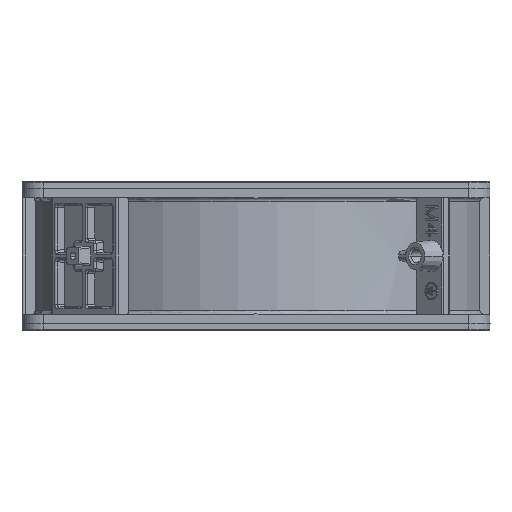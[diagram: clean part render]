
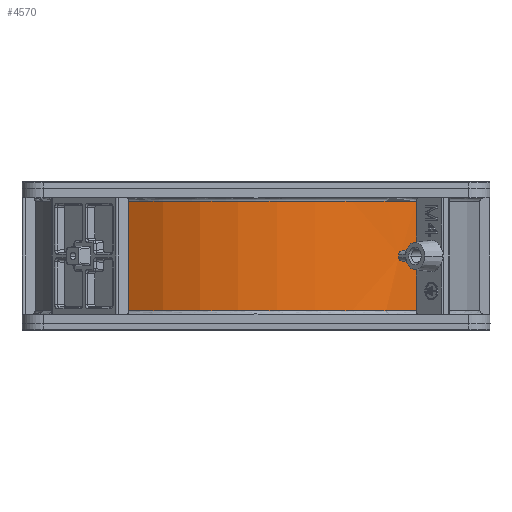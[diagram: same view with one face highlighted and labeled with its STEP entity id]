
A CAD part, left-side view. The second image highlights one B-rep face of the part: STEP entity #4570.
In plain terms, the highlighted cylindrical face has radius 59.5 mm (diameter 119 mm), a partial arc.
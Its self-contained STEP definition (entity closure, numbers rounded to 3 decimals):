
#275 = B_SPLINE_CURVE_WITH_KNOTS ( 'NONE', 3,
 ( #39242, #10871, #1377, #20853 ),
 .UNSPECIFIED., .F., .F.,
 ( 4, 4 ),
 ( 0., 1. ),
 .UNSPECIFIED. ) ;
#681 = CARTESIAN_POINT ( 'NONE',  ( 34.667, 42.363, -19.259 ) ) ;
#864 = CARTESIAN_POINT ( 'NONE',  ( 34.667, 42.363, -19.259 ) ) ;
#1146 = DIRECTION ( 'NONE',  ( 0., 0., -1. ) ) ;
#1377 = CARTESIAN_POINT ( 'NONE',  ( 37.153, 39.322, -17.841 ) ) ;
#1856 = VERTEX_POINT ( 'NONE', #35216 ) ;
#2690 = CARTESIAN_POINT ( 'NONE',  ( 34.667, 42.363, -19.834 ) ) ;
#2875 = CARTESIAN_POINT ( 'NONE',  ( 34.667, 42.363, -19.14 ) ) ;
#3001 = CARTESIAN_POINT ( 'NONE',  ( 31.843, 111.52, -5.547 ) ) ;
#3115 = CARTESIAN_POINT ( 'NONE',  ( 34.735, 42.277, -20.292 ) ) ;
#4213 = EDGE_CURVE ( 'NONE', #28853, #14307, #37796, .T. ) ;
#4488 = EDGE_CURVE ( 'NONE', #36273, #31742, #40730, .T. ) ;
#4570 = ADVANCED_FACE ( 'NONE', ( #5660 ), #20698, .T. ) ;
#4729 = LINE ( 'NONE', #864, #39859 ) ;
#5564 = CARTESIAN_POINT ( 'NONE',  ( 34.68, 42.347, -19.026 ) ) ;
#5660 = FACE_OUTER_BOUND ( 'NONE', #35427, .T. ) ;
#5932 = CARTESIAN_POINT ( 'NONE',  ( 34.667, 42.363, -19.954 ) ) ;
#6382 = CARTESIAN_POINT ( 'NONE',  ( 34.667, 42.363, -19.834 ) ) ;
#6787 = CARTESIAN_POINT ( 'NONE',  ( 37.411, 39.051, -21.306 ) ) ;
#7269 = ORIENTED_EDGE ( 'NONE', *, *, #35039, .T. ) ;
#9031 = CARTESIAN_POINT ( 'NONE',  ( 34.77, 42.232, -18.696 ) ) ;
#9722 = EDGE_CURVE ( 'NONE', #36273, #18979, #28658, .T. ) ;
#10512 = ORIENTED_EDGE ( 'NONE', *, *, #14528, .F. ) ;
#10623 = CARTESIAN_POINT ( 'NONE',  ( 31.843, 111.52, -33.547 ) ) ;
#10771 = DIRECTION ( 'NONE',  ( -0.723, -0.691, 0. ) ) ;
#10871 = CARTESIAN_POINT ( 'NONE',  ( 36.045, 40.636, -18.082 ) ) ;
#12193 = ORIENTED_EDGE ( 'NONE', *, *, #24554, .T. ) ;
#12346 = CARTESIAN_POINT ( 'NONE',  ( 34.772, 42.229, -20.395 ) ) ;
#12472 = CARTESIAN_POINT ( 'NONE',  ( 38.599, 37.809, -33.547 ) ) ;
#12683 = CARTESIAN_POINT ( 'NONE',  ( 36.28, 40.343, -21.065 ) ) ;
#14045 = CIRCLE ( 'NONE', #20097, 59.5 ) ;
#14307 = VERTEX_POINT ( 'NONE', #19364 ) ;
#14528 = EDGE_CURVE ( 'NONE', #36666, #30629, #14857, .T. ) ;
#14629 = DIRECTION ( 'NONE',  ( 0., 0., -1. ) ) ;
#14857 = LINE ( 'NONE', #10623, #34926 ) ;
#15190 = CARTESIAN_POINT ( 'NONE',  ( 35.061, 41.863, -20.766 ) ) ;
#15327 = CARTESIAN_POINT ( 'NONE',  ( 34.927, 42.032, -20.656 ) ) ;
#16032 = ORIENTED_EDGE ( 'NONE', *, *, #17317, .F. ) ;
#16168 = AXIS2_PLACEMENT_3D ( 'NONE', #39194, #26566, #29939 ) ;
#17174 = CARTESIAN_POINT ( 'NONE',  ( 38.599, 37.809, -5.547 ) ) ;
#17317 = EDGE_CURVE ( 'NONE', #33903, #18979, #4729, .T. ) ;
#17481 = LINE ( 'NONE', #34251, #21996 ) ;
#17562 = ORIENTED_EDGE ( 'NONE', *, *, #4213, .F. ) ;
#18607 = CARTESIAN_POINT ( 'NONE',  ( 34.667, 42.363, -19.259 ) ) ;
#18979 = VERTEX_POINT ( 'NONE', #6382 ) ;
#19364 = CARTESIAN_POINT ( 'NONE',  ( 38.599, 37.809, -17.547 ) ) ;
#20097 = AXIS2_PLACEMENT_3D ( 'NONE', #33220, #26796, #10771 ) ;
#20304 = ORIENTED_EDGE ( 'NONE', *, *, #9722, .T. ) ;
#20698 = CYLINDRICAL_SURFACE ( 'NONE', #16168, 59.5 ) ;
#20853 = CARTESIAN_POINT ( 'NONE',  ( 38.599, 37.809, -17.547 ) ) ;
#20857 = DIRECTION ( 'NONE',  ( 0., 0., -1. ) ) ;
#21251 = EDGE_CURVE ( 'NONE', #1856, #14307, #275, .T. ) ;
#21971 = CARTESIAN_POINT ( 'NONE',  ( 35.205, 41.683, -18.269 ) ) ;
#21996 = VECTOR ( 'NONE', #14629, 1000. ) ;
#22212 = CARTESIAN_POINT ( 'NONE',  ( 34.718, 42.298, -20.236 ) ) ;
#24314 = DIRECTION ( 'NONE',  ( 0., 0., 1. ) ) ;
#24554 = EDGE_CURVE ( 'NONE', #33903, #1856, #27016, .T. ) ;
#24848 = ORIENTED_EDGE ( 'NONE', *, *, #36456, .F. ) ;
#25241 = VECTOR ( 'NONE', #20857, 1000. ) ;
#25417 = CARTESIAN_POINT ( 'NONE',  ( 34.794, 42.201, -20.443 ) ) ;
#25578 = CARTESIAN_POINT ( 'NONE',  ( 38.599, 37.809, -21.547 ) ) ;
#26031 = CARTESIAN_POINT ( 'NONE',  ( 35.205, 41.683, -20.825 ) ) ;
#26566 = DIRECTION ( 'NONE',  ( 0., 0., 1. ) ) ;
#26796 = DIRECTION ( 'NONE',  ( 0., 0., -1. ) ) ;
#27016 = B_SPLINE_CURVE_WITH_KNOTS ( 'NONE', 3,
 ( #18607, #2875, #5564, #28266, #9031, #38085, #31074, #37946, #41155, #21971 ),
 .UNSPECIFIED., .F., .F.,
 ( 4, 2, 2, 2, 4 ),
 ( 0., 0.25, 0.5, 0.75, 1. ),
 .UNSPECIFIED. ) ;
#27075 = EDGE_CURVE ( 'NONE', #36666, #32329, #29133, .T. ) ;
#27940 = CARTESIAN_POINT ( 'NONE',  ( 35.131, 41.775, -20.803 ) ) ;
#28266 = CARTESIAN_POINT ( 'NONE',  ( 34.732, 42.28, -18.798 ) ) ;
#28364 = CARTESIAN_POINT ( 'NONE',  ( 34.68, 42.347, -20.069 ) ) ;
#28658 = B_SPLINE_CURVE_WITH_KNOTS ( 'NONE', 3,
 ( #37337, #34519, #27940, #15190, #37625, #15327, #31434, #25417, #12346, #3115, #22212, #28364, #5932, #2690 ),
 .UNSPECIFIED., .F., .F.,
 ( 4, 2, 2, 2, 2, 2, 4 ),
 ( 0., 0.125, 0.25, 0.5, 0.625, 0.75, 1. ),
 .UNSPECIFIED. ) ;
#28853 = VERTEX_POINT ( 'NONE', #17174 ) ;
#29133 = CIRCLE ( 'NONE', #39809, 59.5 ) ;
#29939 = DIRECTION ( 'NONE',  ( 0.5, 0.866, 0. ) ) ;
#30629 = VERTEX_POINT ( 'NONE', #3001 ) ;
#31074 = CARTESIAN_POINT ( 'NONE',  ( 34.928, 42.03, -18.437 ) ) ;
#31434 = CARTESIAN_POINT ( 'NONE',  ( 34.868, 42.107, -20.581 ) ) ;
#31742 = VERTEX_POINT ( 'NONE', #25578 ) ;
#32049 = CARTESIAN_POINT ( 'NONE',  ( 38.599, 37.809, -21.547 ) ) ;
#32329 = VERTEX_POINT ( 'NONE', #12472 ) ;
#32897 = ORIENTED_EDGE ( 'NONE', *, *, #21251, .T. ) ;
#33220 = CARTESIAN_POINT ( 'NONE',  ( 81.615, 78.916, -5.547 ) ) ;
#33609 = CARTESIAN_POINT ( 'NONE',  ( 38.599, 37.809, -5.547 ) ) ;
#33701 = ORIENTED_EDGE ( 'NONE', *, *, #27075, .T. ) ;
#33903 = VERTEX_POINT ( 'NONE', #681 ) ;
#34251 = CARTESIAN_POINT ( 'NONE',  ( 38.599, 37.809, -21.547 ) ) ;
#34519 = CARTESIAN_POINT ( 'NONE',  ( 35.167, 41.73, -20.816 ) ) ;
#34926 = VECTOR ( 'NONE', #36430, 1000. ) ;
#35039 = EDGE_CURVE ( 'NONE', #28853, #30629, #14045, .T. ) ;
#35216 = CARTESIAN_POINT ( 'NONE',  ( 35.205, 41.683, -18.269 ) ) ;
#35352 = CARTESIAN_POINT ( 'NONE',  ( 31.843, 111.52, -33.547 ) ) ;
#35427 = EDGE_LOOP ( 'NONE', ( #12193, #32897, #17562, #7269, #10512, #33701, #24848, #40925, #20304, #16032 ) ) ;
#35957 = CARTESIAN_POINT ( 'NONE',  ( 35.205, 41.683, -20.825 ) ) ;
#36273 = VERTEX_POINT ( 'NONE', #35957 ) ;
#36430 = DIRECTION ( 'NONE',  ( 0., 0., 1. ) ) ;
#36456 = EDGE_CURVE ( 'NONE', #31742, #32329, #17481, .T. ) ;
#36666 = VERTEX_POINT ( 'NONE', #35352 ) ;
#37337 = CARTESIAN_POINT ( 'NONE',  ( 35.205, 41.683, -20.825 ) ) ;
#37625 = CARTESIAN_POINT ( 'NONE',  ( 35.027, 41.905, -20.743 ) ) ;
#37796 = LINE ( 'NONE', #33609, #25241 ) ;
#37946 = CARTESIAN_POINT ( 'NONE',  ( 35.06, 41.865, -18.323 ) ) ;
#38085 = CARTESIAN_POINT ( 'NONE',  ( 34.869, 42.106, -18.512 ) ) ;
#39194 = CARTESIAN_POINT ( 'NONE',  ( 81.615, 78.916, -38.212 ) ) ;
#39242 = CARTESIAN_POINT ( 'NONE',  ( 35.205, 41.683, -18.269 ) ) ;
#39809 = AXIS2_PLACEMENT_3D ( 'NONE', #40718, #24314, #40850 ) ;
#39859 = VECTOR ( 'NONE', #1146, 1000. ) ;
#40718 = CARTESIAN_POINT ( 'NONE',  ( 81.615, 78.916, -33.547 ) ) ;
#40730 = B_SPLINE_CURVE_WITH_KNOTS ( 'NONE', 3,
 ( #26031, #12683, #6787, #32049 ),
 .UNSPECIFIED., .F., .F.,
 ( 4, 4 ),
 ( 0., 1. ),
 .UNSPECIFIED. ) ;
#40850 = DIRECTION ( 'NONE',  ( -0.837, 0.548, 0. ) ) ;
#40925 = ORIENTED_EDGE ( 'NONE', *, *, #4488, .F. ) ;
#41155 = CARTESIAN_POINT ( 'NONE',  ( 35.13, 41.776, -18.286 ) ) ;
